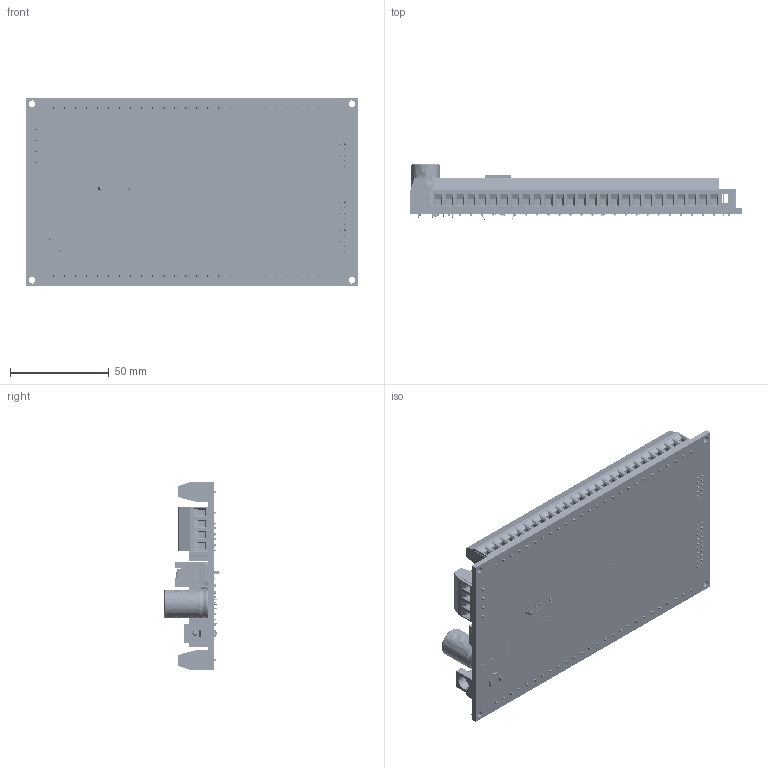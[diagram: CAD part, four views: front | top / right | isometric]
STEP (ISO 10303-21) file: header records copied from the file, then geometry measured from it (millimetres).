
FILE_DESCRIPTION(('FreeCAD Model'),'2;1');
FILE_NAME('Open CASCADE Shape Model','2025-05-05T05:09:51',('FreeCAD'),( 'FreeCAD'),'Open CASCADE STEP processor 7.6','FreeCAD','Unknown');
FILE_SCHEMA(('AUTOMOTIVE_DESIGN { 1 0 10303 214 1 1 1 1 }'));
Products named in the file (1): Open CASCADE STEP translator 7.6 1
Bounding box: 168.19 x 28.05 x 95.55 mm (x, y, z)
Volume: 93658.6 mm3; surface area: 74285.7 mm2
Topology: 28 solids, 28 shells, 10465 faces, 27912 edges, 18342 vertices
Faces by surface type: bspline 10465
Entity records: 407212 total; most frequent: CARTESIAN_POINT 239995, ORIENTED_EDGE 55792, EDGE_CURVE 27896, B_SPLINE_CURVE_WITH_KNOTS 23692, VERTEX_POINT 18342, FACE_BOUND 11356, EDGE_LOOP 11356, ADVANCED_FACE 10465
